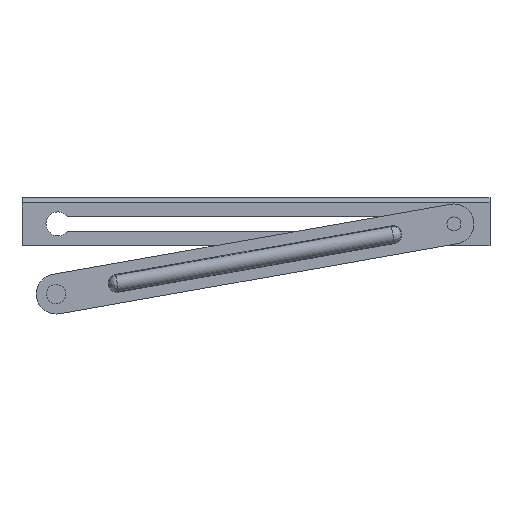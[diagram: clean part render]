
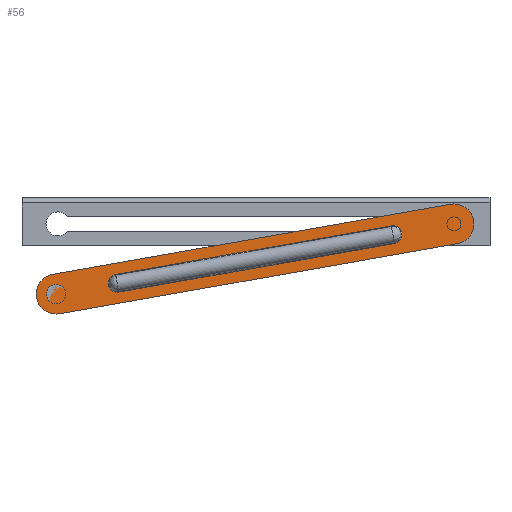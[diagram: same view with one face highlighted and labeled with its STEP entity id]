
A CAD part, left-side view. The second image highlights one B-rep face of the part: STEP entity #56.
In plain terms, the highlighted planar face has unit normal (-1, 0, 0).
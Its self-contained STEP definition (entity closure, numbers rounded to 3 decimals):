
#33=FACE_BOUND('',#292,.T.);
#56=ADVANCED_FACE('',(#173,#33),#1962,.T.);
#173=FACE_OUTER_BOUND('',#291,.T.);
#291=EDGE_LOOP('',(#447,#448,#449,#450));
#292=EDGE_LOOP('',(#451,#452,#453,#454,#455,#456));
#447=ORIENTED_EDGE('',*,*,#991,.F.);
#448=ORIENTED_EDGE('',*,*,#995,.F.);
#449=ORIENTED_EDGE('',*,*,#998,.F.);
#450=ORIENTED_EDGE('',*,*,#1000,.F.);
#451=ORIENTED_EDGE('',*,*,#1005,.T.);
#452=ORIENTED_EDGE('',*,*,#1007,.F.);
#453=ORIENTED_EDGE('',*,*,#1031,.F.);
#454=ORIENTED_EDGE('',*,*,#1008,.T.);
#455=ORIENTED_EDGE('',*,*,#1034,.T.);
#456=ORIENTED_EDGE('',*,*,#1029,.T.);
#991=EDGE_CURVE('',#1695,#1696,#1594,.T.);
#995=EDGE_CURVE('',#1698,#1695,#1325,.T.);
#998=EDGE_CURVE('',#1700,#1698,#1598,.T.);
#1000=EDGE_CURVE('',#1696,#1700,#1327,.T.);
#1005=EDGE_CURVE('',#1713,#1714,#1599,.T.);
#1007=EDGE_CURVE('',#1718,#1714,#1278,.T.);
#1008=EDGE_CURVE('',#1717,#1715,#1600,.T.);
#1029=EDGE_CURVE('',#1716,#1713,#1289,.T.);
#1031=EDGE_CURVE('',#1717,#1718,#1291,.T.);
#1034=EDGE_CURVE('',#1715,#1716,#1293,.T.);
#1278=(
BOUNDED_CURVE()
B_SPLINE_CURVE(3,(#3060,#3061,#3062,#3063,#3064,#3065,#3066),
 .UNSPECIFIED.,.F.,.F.)
B_SPLINE_CURVE_WITH_KNOTS((4,1,1,1,4),(0.,0.353,2.225,
4.709,7.025),.UNSPECIFIED.)
CURVE()
GEOMETRIC_REPRESENTATION_ITEM()
RATIONAL_B_SPLINE_CURVE((1.,1.,1.,1.,1.,1.,
1.))
REPRESENTATION_ITEM('')
);
#1289=(
BOUNDED_CURVE()
B_SPLINE_CURVE(3,(#3157,#3158,#3159,#3160,#3161,#3162,#3163),
 .UNSPECIFIED.,.F.,.F.)
B_SPLINE_CURVE_WITH_KNOTS((4,1,1,1,4),(0.,0.353,2.225,
4.709,7.025),.UNSPECIFIED.)
CURVE()
GEOMETRIC_REPRESENTATION_ITEM()
RATIONAL_B_SPLINE_CURVE((1.,1.,1.,1.,1.,1.,
1.))
REPRESENTATION_ITEM('')
);
#1291=(
BOUNDED_CURVE()
B_SPLINE_CURVE(3,(#3171,#3172,#3173,#3174,#3175,#3176,#3177),
 .UNSPECIFIED.,.F.,.F.)
B_SPLINE_CURVE_WITH_KNOTS((4,1,1,1,4),(0.,2.315,
4.8,6.671,7.025),.UNSPECIFIED.)
CURVE()
GEOMETRIC_REPRESENTATION_ITEM()
RATIONAL_B_SPLINE_CURVE((1.,1.,1.,1.,1.,1.,1.))
REPRESENTATION_ITEM('')
);
#1293=(
BOUNDED_CURVE()
B_SPLINE_CURVE(3,(#3188,#3189,#3190,#3191,#3192,#3193,#3194),
 .UNSPECIFIED.,.F.,.F.)
B_SPLINE_CURVE_WITH_KNOTS((4,1,1,1,4),(0.,2.315,
4.8,6.671,7.025),.UNSPECIFIED.)
CURVE()
GEOMETRIC_REPRESENTATION_ITEM()
RATIONAL_B_SPLINE_CURVE((1.,1.,1.,1.,1.,1.,1.))
REPRESENTATION_ITEM('')
);
#1325=TRIMMED_CURVE($,#1457,(#3021),(#3022),.T.,.CARTESIAN.);
#1327=TRIMMED_CURVE($,#1459,(#3033),(#3034),.T.,.CARTESIAN.);
#1457=CIRCLE('',#2097,10.);
#1459=CIRCLE('',#2099,10.);
#1594=B_SPLINE_CURVE_WITH_KNOTS('',1,(#3011,#3012),.UNSPECIFIED.,.F.,.F.,
(2,2),(-31.416,170.584),.UNSPECIFIED.);
#1598=B_SPLINE_CURVE_WITH_KNOTS('',1,(#3027,#3028),.UNSPECIFIED.,.F.,.F.,
(2,2),(-264.832,-62.832),.UNSPECIFIED.);
#1599=B_SPLINE_CURVE_WITH_KNOTS('',1,(#3055,#3056),.UNSPECIFIED.,.F.,.F.,
(2,2),(0.,140.),.UNSPECIFIED.);
#1600=B_SPLINE_CURVE_WITH_KNOTS('',1,(#3067,#3068),.UNSPECIFIED.,.F.,.F.,
(2,2),(0.,140.),.UNSPECIFIED.);
#1695=VERTEX_POINT('',#2977);
#1696=VERTEX_POINT('',#2978);
#1698=VERTEX_POINT('',#2980);
#1700=VERTEX_POINT('',#2982);
#1713=VERTEX_POINT('',#2995);
#1714=VERTEX_POINT('',#2996);
#1715=VERTEX_POINT('',#2997);
#1716=VERTEX_POINT('',#2998);
#1717=VERTEX_POINT('',#2999);
#1718=VERTEX_POINT('',#3000);
#1962=PLANE('',#2089);
#2089=AXIS2_PLACEMENT_3D('',#2692,#2322,$);
#2097=AXIS2_PLACEMENT_3D($,#3020,#2331,#2332);
#2099=AXIS2_PLACEMENT_3D($,#3032,#2335,#2336);
#2322=DIRECTION('',(-1.,0.,0.));
#2331=DIRECTION('',(1.,0.,0.));
#2332=DIRECTION('',(0.,-0.174,-0.985));
#2335=DIRECTION('',(1.,0.,0.));
#2336=DIRECTION('',(0.,0.174,0.985));
#2692=CARTESIAN_POINT('',(-1.36,256.278,-20.855));
#2977=CARTESIAN_POINT('',(-1.36,218.668,-16.762));
#2978=CARTESIAN_POINT('',(-1.36,19.736,18.315));
#2980=CARTESIAN_POINT('',(-1.36,215.195,-36.458));
#2982=CARTESIAN_POINT('',(-1.36,16.264,-1.381));
#2995=CARTESIAN_POINT('',(-1.36,187.179,-16.823));
#2996=CARTESIAN_POINT('',(-1.36,49.306,7.488));
#2997=CARTESIAN_POINT('',(-1.36,185.626,-25.631));
#2998=CARTESIAN_POINT('',(-1.36,190.806,-22.004));
#2999=CARTESIAN_POINT('',(-1.36,47.752,-1.32));
#3000=CARTESIAN_POINT('',(-1.36,44.125,3.86));
#3011=CARTESIAN_POINT('',(-1.36,218.668,-16.762));
#3012=CARTESIAN_POINT('',(-1.36,19.736,18.315));
#3020=CARTESIAN_POINT('',(-1.36,216.931,-26.61));
#3021=CARTESIAN_POINT('',(-1.36,215.195,-36.458));
#3022=CARTESIAN_POINT('',(-1.36,218.668,-16.762));
#3027=CARTESIAN_POINT('',(-1.36,16.264,-1.381));
#3028=CARTESIAN_POINT('',(-1.36,215.195,-36.458));
#3032=CARTESIAN_POINT('',(-1.36,18.,8.467));
#3033=CARTESIAN_POINT('',(-1.36,19.736,18.315));
#3034=CARTESIAN_POINT('',(-1.36,16.264,-1.381));
#3055=CARTESIAN_POINT('',(-1.36,187.179,-16.823));
#3056=CARTESIAN_POINT('',(-1.36,49.306,7.488));
#3060=CARTESIAN_POINT('',(-1.36,44.125,3.86));
#3061=CARTESIAN_POINT('',(-1.36,44.145,3.976));
#3062=CARTESIAN_POINT('',(-1.36,44.303,4.701));
#3063=CARTESIAN_POINT('',(-1.36,45.018,6.139));
#3064=CARTESIAN_POINT('',(-1.36,46.896,7.483));
#3065=CARTESIAN_POINT('',(-1.36,48.546,7.623));
#3066=CARTESIAN_POINT('',(-1.36,49.306,7.488));
#3067=CARTESIAN_POINT('',(-1.36,47.752,-1.32));
#3068=CARTESIAN_POINT('',(-1.36,185.626,-25.631));
#3157=CARTESIAN_POINT('',(-1.36,190.806,-22.004));
#3158=CARTESIAN_POINT('',(-1.36,190.827,-21.887));
#3159=CARTESIAN_POINT('',(-1.36,190.927,-21.153));
#3160=CARTESIAN_POINT('',(-1.36,190.747,-19.557));
#3161=CARTESIAN_POINT('',(-1.36,189.441,-17.651));
#3162=CARTESIAN_POINT('',(-1.36,187.938,-16.956));
#3163=CARTESIAN_POINT('',(-1.36,187.179,-16.823));
#3171=CARTESIAN_POINT('',(-1.36,47.752,-1.32));
#3172=CARTESIAN_POINT('',(-1.36,46.993,-1.187));
#3173=CARTESIAN_POINT('',(-1.36,45.49,-0.492));
#3174=CARTESIAN_POINT('',(-1.36,44.184,1.414));
#3175=CARTESIAN_POINT('',(-1.36,44.004,3.009));
#3176=CARTESIAN_POINT('',(-1.36,44.104,3.744));
#3177=CARTESIAN_POINT('',(-1.36,44.125,3.86));
#3188=CARTESIAN_POINT('',(-1.36,185.626,-25.631));
#3189=CARTESIAN_POINT('',(-1.36,186.385,-25.766));
#3190=CARTESIAN_POINT('',(-1.36,188.035,-25.627));
#3191=CARTESIAN_POINT('',(-1.36,189.914,-24.282));
#3192=CARTESIAN_POINT('',(-1.36,190.628,-22.844));
#3193=CARTESIAN_POINT('',(-1.36,190.786,-22.12));
#3194=CARTESIAN_POINT('',(-1.36,190.806,-22.004));
